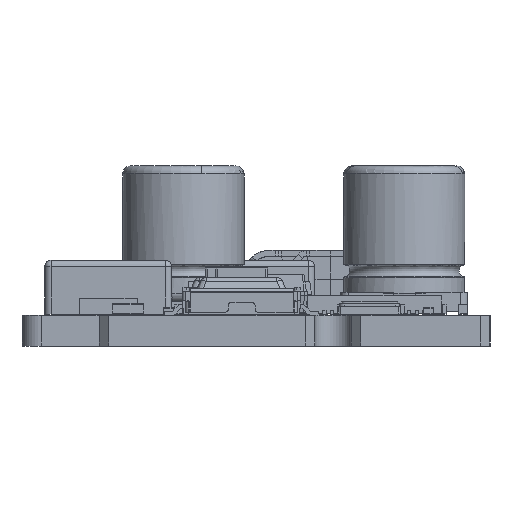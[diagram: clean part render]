
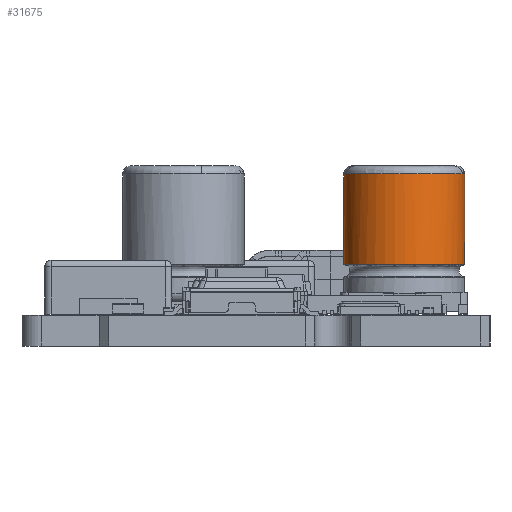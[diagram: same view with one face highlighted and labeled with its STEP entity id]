
A CAD part, left-side view. The second image highlights one B-rep face of the part: STEP entity #31675.
In plain terms, the highlighted cylindrical face has radius 3.15 mm (diameter 6.3 mm), a full revolution.
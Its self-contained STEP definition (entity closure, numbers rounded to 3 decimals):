
#31341 = VERTEX_POINT('',#31342);
#31342 = CARTESIAN_POINT('',(-3.15,0.,2.593));
#31348 = EDGE_CURVE('',#31341,#31341,#31349,.T.);
#31349 = ( BOUNDED_CURVE() B_SPLINE_CURVE(13,(#31350,#31351,#31352,
    #31353,#31354,#31355,#31356,#31357,#31358,#31359,#31360,#31361,
#31362,#31363),.UNSPECIFIED.,.T.,.F.) B_SPLINE_CURVE_WITH_KNOTS((1,13,13
    ,1),(-19.792,0.,19.792,
39.584),.UNSPECIFIED.) CURVE() GEOMETRIC_REPRESENTATION_ITEM() 
RATIONAL_B_SPLINE_CURVE((1.,1.,1.,1.,
    1.,1.,1.,1.,
    1.,1.,1.,1.,1.,1.)) 
REPRESENTATION_ITEM('') );
#31350 = CARTESIAN_POINT('',(-3.15,0.,2.593));
#31351 = CARTESIAN_POINT('',(-3.15,1.5,
    2.593));
#31352 = CARTESIAN_POINT('',(-2.375,3.035,
    2.593));
#31353 = CARTESIAN_POINT('',(-0.779,4.133,
    2.593));
#31354 = CARTESIAN_POINT('',(1.417,4.302,
    2.593));
#31355 = CARTESIAN_POINT('',(3.314,3.132,
    2.593));
#31356 = CARTESIAN_POINT('',(4.706,1.424,
    2.593));
#31357 = CARTESIAN_POINT('',(4.706,-1.424,
    2.593));
#31358 = CARTESIAN_POINT('',(3.314,-3.132,
    2.593));
#31359 = CARTESIAN_POINT('',(1.417,-4.302,
    2.593));
#31360 = CARTESIAN_POINT('',(-0.779,-4.133,
    2.593));
#31361 = CARTESIAN_POINT('',(-2.375,-3.035,
    2.593));
#31362 = CARTESIAN_POINT('',(-3.15,-1.5,2.593));
#31363 = CARTESIAN_POINT('',(-3.15,0.,2.593));
#31675 = ADVANCED_FACE('',(#31676),#31722,.T.);
#31676 = FACE_BOUND('',#31677,.T.);
#31677 = EDGE_LOOP('',(#31678,#31679,#31687,#31696,#31705,#31714,#31721)
  );
#31678 = ORIENTED_EDGE('',*,*,#31348,.F.);
#31679 = ORIENTED_EDGE('',*,*,#31680,.T.);
#31680 = EDGE_CURVE('',#31341,#31681,#31683,.T.);
#31681 = VERTEX_POINT('',#31682);
#31682 = CARTESIAN_POINT('',(-3.15,0.,7.28));
#31683 = LINE('',#31684,#31685);
#31684 = CARTESIAN_POINT('',(-3.15,0.,2.563));
#31685 = VECTOR('',#31686,1.);
#31686 = DIRECTION('',(0.,0.,1.));
#31687 = ORIENTED_EDGE('',*,*,#31688,.T.);
#31688 = EDGE_CURVE('',#31681,#31689,#31691,.T.);
#31689 = VERTEX_POINT('',#31690);
#31690 = CARTESIAN_POINT('',(0.945,3.005,7.28));
#31691 = CIRCLE('',#31692,3.15);
#31692 = AXIS2_PLACEMENT_3D('',#31693,#31694,#31695);
#31693 = CARTESIAN_POINT('',(0.,0.,7.28));
#31694 = DIRECTION('',(0.,0.,-1.));
#31695 = DIRECTION('',(-1.,0.,0.));
#31696 = ORIENTED_EDGE('',*,*,#31697,.T.);
#31697 = EDGE_CURVE('',#31689,#31698,#31700,.T.);
#31698 = VERTEX_POINT('',#31699);
#31699 = CARTESIAN_POINT('',(3.15,0.,7.28));
#31700 = CIRCLE('',#31701,3.15);
#31701 = AXIS2_PLACEMENT_3D('',#31702,#31703,#31704);
#31702 = CARTESIAN_POINT('',(0.,0.,7.28));
#31703 = DIRECTION('',(0.,0.,-1.));
#31704 = DIRECTION('',(-1.,0.,0.));
#31705 = ORIENTED_EDGE('',*,*,#31706,.T.);
#31706 = EDGE_CURVE('',#31698,#31707,#31709,.T.);
#31707 = VERTEX_POINT('',#31708);
#31708 = CARTESIAN_POINT('',(0.945,-3.005,7.28));
#31709 = CIRCLE('',#31710,3.15);
#31710 = AXIS2_PLACEMENT_3D('',#31711,#31712,#31713);
#31711 = CARTESIAN_POINT('',(0.,0.,7.28));
#31712 = DIRECTION('',(0.,0.,-1.));
#31713 = DIRECTION('',(-1.,0.,0.));
#31714 = ORIENTED_EDGE('',*,*,#31715,.T.);
#31715 = EDGE_CURVE('',#31707,#31681,#31716,.T.);
#31716 = CIRCLE('',#31717,3.15);
#31717 = AXIS2_PLACEMENT_3D('',#31718,#31719,#31720);
#31718 = CARTESIAN_POINT('',(0.,0.,7.28));
#31719 = DIRECTION('',(0.,0.,-1.));
#31720 = DIRECTION('',(-1.,0.,0.));
#31721 = ORIENTED_EDGE('',*,*,#31680,.F.);
#31722 = CYLINDRICAL_SURFACE('',#31723,3.15);
#31723 = AXIS2_PLACEMENT_3D('',#31724,#31725,#31726);
#31724 = CARTESIAN_POINT('',(0.,0.,2.563));
#31725 = DIRECTION('',(0.,0.,1.));
#31726 = DIRECTION('',(-1.,0.,0.));
